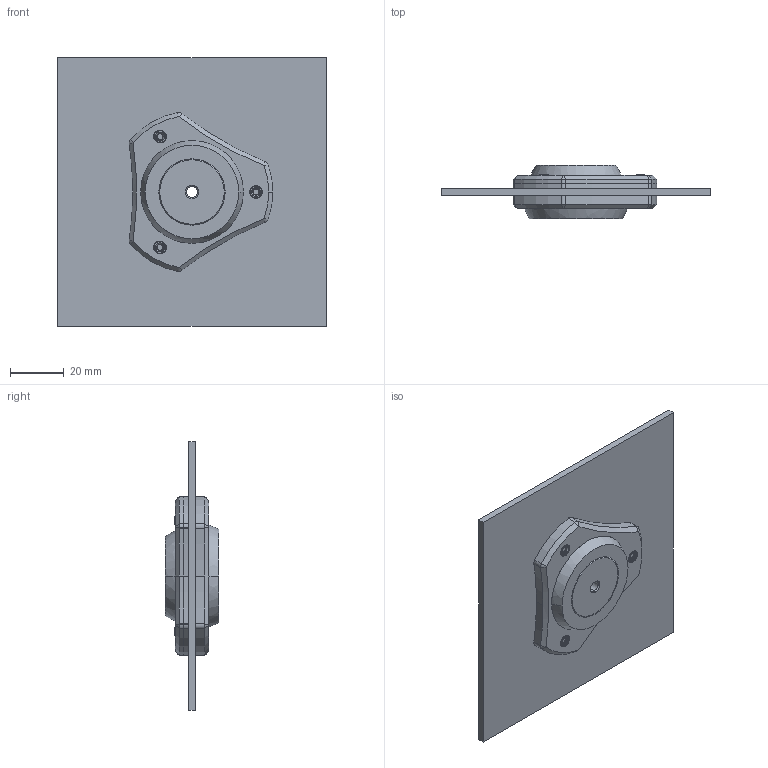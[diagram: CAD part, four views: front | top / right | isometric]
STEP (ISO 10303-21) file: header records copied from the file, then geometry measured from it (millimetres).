
FILE_DESCRIPTION (( 'STEP AP214' ), '1' );
FILE_NAME ('BallJoint_Assembly.STEP', '2022-08-10T23:40:21', ( '' ), ( '' ), 'SwSTEP 2.0', 'SolidWorks 2021', '' );
FILE_SCHEMA (( 'AUTOMOTIVE_DESIGN' ));
Length unit declared in the file: millimetre
Products named in the file (8): BallJoint_Top_Sandwich; BallJoint_Assembly; 91239A115_Button Head Hex Drive Screw_91239A115; BallJoint_Bottom_Sandwich; BallJoint_Bottom_Plate; Acrylic sheet; 94459A130_Heat-Set Inserts for Plastic_94459A130; Balljoint_Ball_Standard Tolerance(0.25mm)
Assembly tree (11 placements, depth 2):
  BallJoint_Assembly
    Acrylic sheet
    Balljoint_Ball_Standard Tolerance(0.25mm)
    BallJoint_Bottom_Sandwich
    BallJoint_Top_Sandwich
    BallJoint_Bottom_Plate
    94459A130_Heat-Set Inserts for Plastic_94459A130  x3
    91239A115_Button Head Hex Drive Screw_91239A115  x3
Bounding box: 100 x 20 x 100 mm (x, y, z)
Volume: 51958.6 mm3; surface area: 37434.6 mm2
Topology: 11 solids, 11 shells, 1071 faces, 2994 edges, 1952 vertices
Faces by surface type: cylinder 428, cone 410, bspline 162, plane 55, sphere 16
Entity records: 24991 total; most frequent: CARTESIAN_POINT 14097, ORIENTED_EDGE 2470, DIRECTION 2043, EDGE_CURVE 1235, AXIS2_PLACEMENT_3D 907, VERTEX_POINT 801, EDGE_LOOP 498, CIRCLE 492
